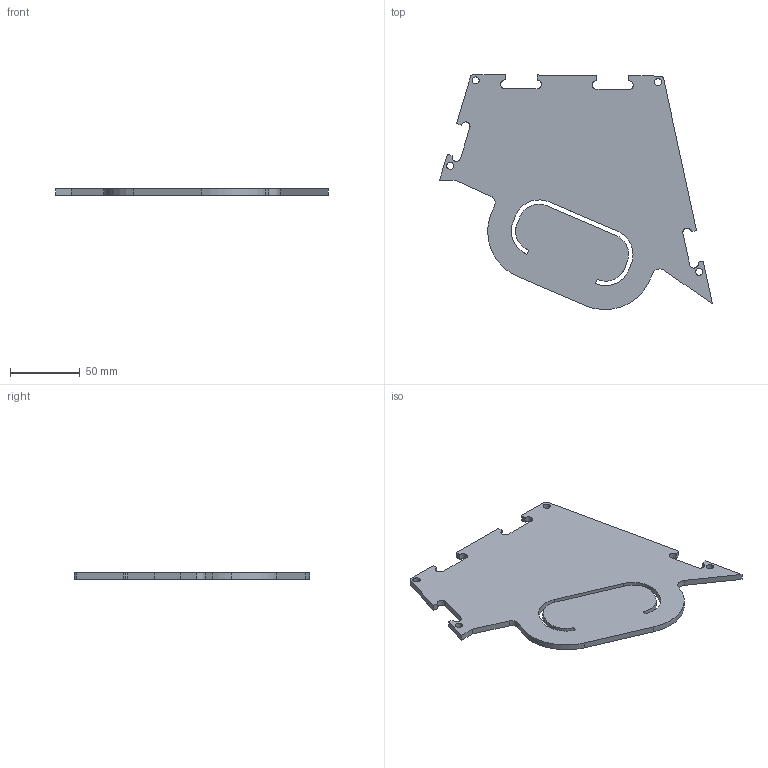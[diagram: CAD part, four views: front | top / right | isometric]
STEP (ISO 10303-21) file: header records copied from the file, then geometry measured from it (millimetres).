
FILE_DESCRIPTION (( 'STEP AP203' ), '1' );
FILE_NAME ('Acrylic Slotted Slides no relief.STEP', '2014-07-10T23:00:58', ( '' ), ( '' ), 'SwSTEP 2.0', 'SolidWorks 2013', '' );
FILE_SCHEMA (( 'CONFIG_CONTROL_DESIGN' ));
Length unit declared in the file: inch
Products named in the file (1): Acrylic Slotted Slides no relief
Bounding box: 196.08 x 168.96 x 4.32 mm (x, y, z)
Volume: 95108.2 mm3; surface area: 49109.4 mm2
Topology: 1 solids, 1 shells, 76 faces, 222 edges, 148 vertices
Faces by surface type: plane 39, cylinder 33, bspline 4
Entity records: 2673 total; most frequent: CARTESIAN_POINT 523, ORIENTED_EDGE 444, DIRECTION 426, EDGE_CURVE 222, VECTOR 148, VERTEX_POINT 148, LINE 148, AXIS2_PLACEMENT_3D 139
